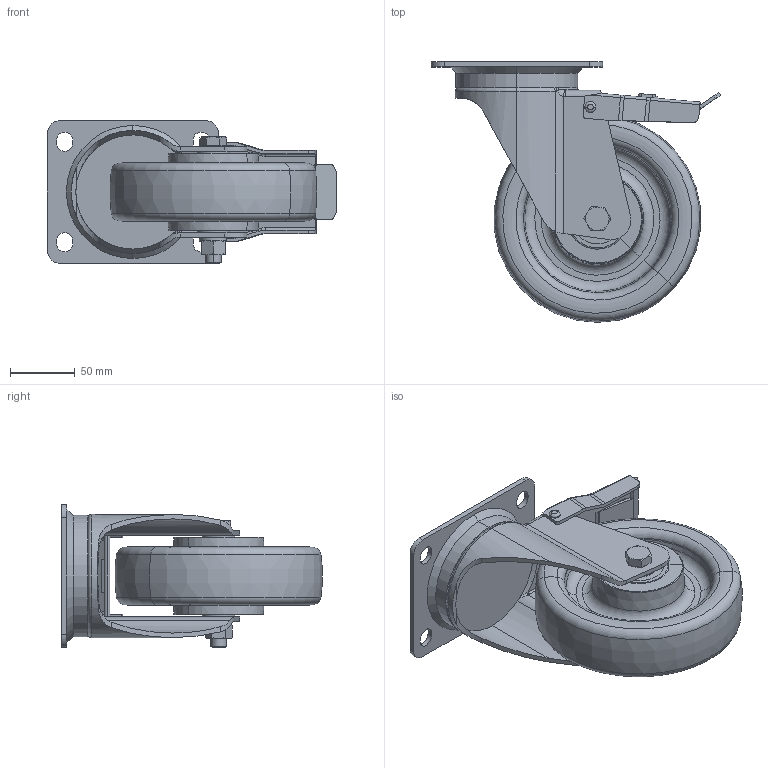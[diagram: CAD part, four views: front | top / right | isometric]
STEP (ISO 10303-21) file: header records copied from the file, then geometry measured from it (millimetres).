
FILE_DESCRIPTION (( 'STEP AP214' ), '1' );
FILE_NAME ('0029892_L-MV-EPUK-160-K-3-DSN_(A-01).step', '2019-10-08T08:25:24', ( '' ), ( '' ), 'SwSTEP 2.0', 'SolidWorks 2018', '' );
FILE_SCHEMA (( 'AUTOMOTIVE_DESIGN' ));
Length unit declared in the file: millimetre
Products named in the file (1): 0029892_L-MV-EPUK-160-K-3-DSN_(A-01)
Bounding box: 223.02 x 200.86 x 110 mm (x, y, z)
Volume: 976641 mm3; surface area: 274969.1 mm2
Topology: 13 solids, 17 shells, 608 faces, 1450 edges, 897 vertices
Faces by surface type: cylinder 192, plane 192, torus 116, cone 66, bspline 42
Entity records: 26654 total; most frequent: CARTESIAN_POINT 5519, DIRECTION 3201, ORIENTED_EDGE 2900, EDGE_CURVE 1450, AXIS2_PLACEMENT_3D 1328, VERTEX_POINT 897, CIRCLE 761, EDGE_LOOP 675
